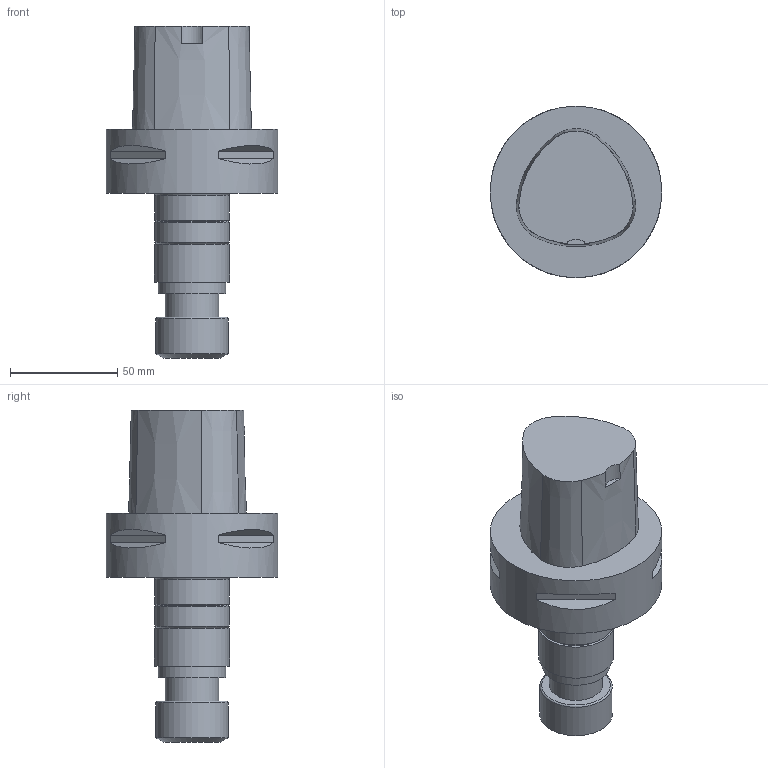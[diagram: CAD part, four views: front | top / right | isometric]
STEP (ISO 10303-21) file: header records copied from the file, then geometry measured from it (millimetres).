
FILE_DESCRIPTION(/* description */ (''),/* implementation_level */ '2;1');
FILE_NAME(/* name */ '1525682703399.stp',/* time_stamp */ '2018-05-07T10:45:14+02:00',/* author */ (''),/* organization */ ('SMS'),/* preprocessor_version */ 'ST-DEVELOPER v15',/* originating_system */ 'SIEMENS PLM Software NX 8.5',/* authorisation */ '');
FILE_SCHEMA (('AUTOMOTIVE_DESIGN { 1 0 10303 214 3 1 1 1 }'));
Length unit declared in the file: millimetre
Products named in the file (1): 201632625mod000_00
Bounding box: 80 x 80 x 154.7 mm (x, y, z)
Volume: 321133.7 mm3; surface area: 34957.1 mm2
Topology: 1 solids, 2 shells, 43 faces, 85 edges, 58 vertices
Faces by surface type: plane 22, cone 10, cylinder 8, torus 3
Full cylindrical faces by diameter (mm): 24.867 x1, 31.5 x1, 33.7 x1, 34.595 x1, 34.6 x1, 35 x1, 80 x1
Entity records: 1099 total; most frequent: DIRECTION 204, CARTESIAN_POINT 177, ORIENTED_EDGE 136, AXIS2_PLACEMENT_3D 91, EDGE_CURVE 68, EDGE_LOOP 66, VERTEX_POINT 53, FACE_BOUND 45
